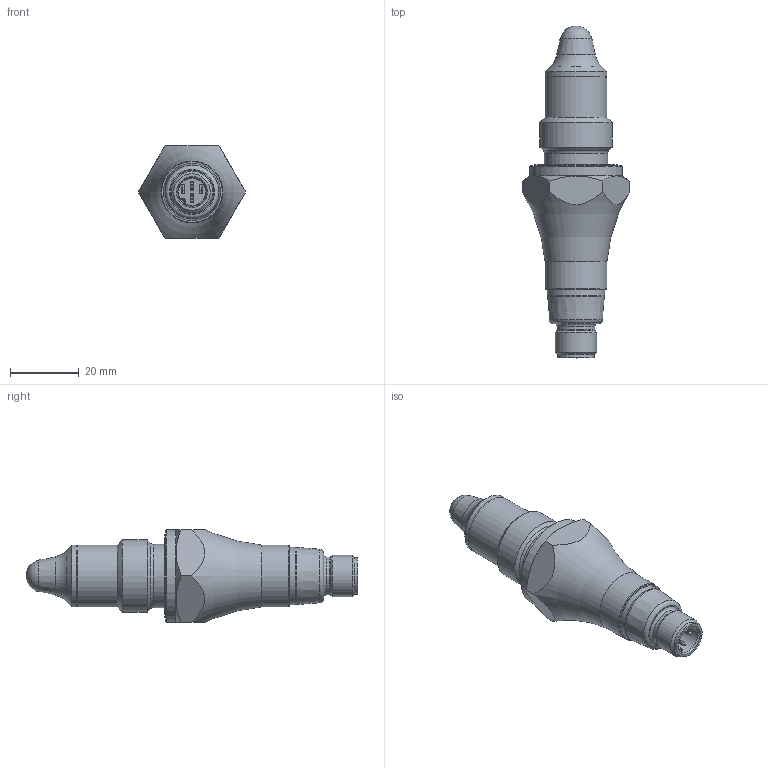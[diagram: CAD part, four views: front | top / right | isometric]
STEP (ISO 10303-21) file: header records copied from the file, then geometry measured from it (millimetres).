
FILE_DESCRIPTION( ( 'Unknown' ), '1' );
FILE_NAME( 'LBFS-x1Axxx.step', 'Unknown', ( 'Unknown' ), ( 'Unknown' ), 'PSStep 15.0.49', 'Unknown', ' ' );
FILE_SCHEMA( ( 'AUTOMOTIVE_DESIGN { 1 0 10303 214 1 1 1 1 }' ) );
Length unit declared in the file: millimetre
Products named in the file (1): 11108652
Bounding box: 31.18 x 96.45 x 27 mm (x, y, z)
Volume: 26656.8 mm3; surface area: 6738.1 mm2
Topology: 1 solids, 1 shells, 182 faces, 462 edges, 288 vertices
Faces by surface type: plane 97, cylinder 52, cone 12, torus 10, sphere 9, bspline 2
Full cylindrical faces by diameter (mm): 10.6 x1, 11 x1, 12 x1, 16.6 x1, 18 x3, 18.4 x1, 18.5 x1, 20.955 x1, 24 x1, 26.9 x1
Entity records: 6818 total; most frequent: CARTESIAN_POINT 1150, DIRECTION 886, ORIENTED_EDGE 818, EDGE_CURVE 409, AXIS2_PLACEMENT_3D 318, VERTEX_POINT 278, LINE 250, VECTOR 250
